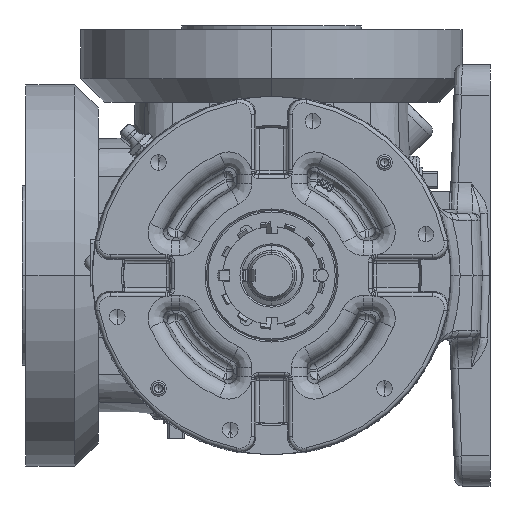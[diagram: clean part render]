
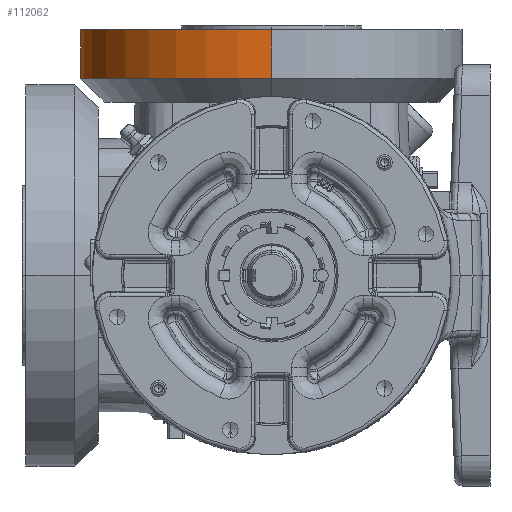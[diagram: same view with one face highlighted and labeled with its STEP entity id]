
A CAD part, left-side view. The second image highlights one B-rep face of the part: STEP entity #112062.
In plain terms, the highlighted cylindrical face has radius 77.724 mm (diameter 155.448 mm), a partial arc.
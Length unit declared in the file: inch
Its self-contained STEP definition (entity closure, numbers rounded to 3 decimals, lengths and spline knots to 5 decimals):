
#2674 = EDGE_CURVE ( 'NONE', #288329, #3169, #191952, .T. ) ;
#3169 = VERTEX_POINT ( 'NONE', #58252 ) ;
#7913 = CARTESIAN_POINT ( 'NONE',  ( -1.225, 0., 3.94 ) ) ;
#8968 = DIRECTION ( 'NONE',  ( 0., 0., -1. ) ) ;
#17581 = EDGE_CURVE ( 'NONE', #178510, #288329, #60884, .T. ) ;
#41462 = AXIS2_PLACEMENT_3D ( 'NONE', #200044, #228885, #135942 ) ;
#43706 = EDGE_LOOP ( 'NONE', ( #154280, #201075, #109829, #84629 ) ) ;
#50960 = CIRCLE ( 'NONE', #167554, 3.06 ) ;
#58252 = CARTESIAN_POINT ( 'NONE',  ( 4.895, 0., 3.155 ) ) ;
#60540 = DIRECTION ( 'NONE',  ( -1., 0., 0. ) ) ;
#60884 = CIRCLE ( 'NONE', #41462, 3.06 ) ;
#69685 = CARTESIAN_POINT ( 'NONE',  ( -1.225, 0., 3.155 ) ) ;
#70121 = CARTESIAN_POINT ( 'NONE',  ( 1.835, 0., 2.4376 ) ) ;
#77998 = VERTEX_POINT ( 'NONE', #69685 ) ;
#84629 = ORIENTED_EDGE ( 'NONE', *, *, #252688, .F. ) ;
#105064 = DIRECTION ( 'NONE',  ( 0., 0., -1. ) ) ;
#106869 = FACE_OUTER_BOUND ( 'NONE', #43706, .T. ) ;
#109829 = ORIENTED_EDGE ( 'NONE', *, *, #194323, .F. ) ;
#112062 = ADVANCED_FACE ( 'NONE', ( #106869 ), #199721, .T. ) ;
#130775 = LINE ( 'NONE', #174958, #230587 ) ;
#135942 = DIRECTION ( 'NONE',  ( -1., 0., 0. ) ) ;
#154280 = ORIENTED_EDGE ( 'NONE', *, *, #17581, .T. ) ;
#163000 = DIRECTION ( 'NONE',  ( -1., 0., 0. ) ) ;
#167554 = AXIS2_PLACEMENT_3D ( 'NONE', #292062, #226514, #60540 ) ;
#174958 = CARTESIAN_POINT ( 'NONE',  ( -1.225, 0., 2.4376 ) ) ;
#178510 = VERTEX_POINT ( 'NONE', #7913 ) ;
#191952 = LINE ( 'NONE', #284912, #213914 ) ;
#194323 = EDGE_CURVE ( 'NONE', #77998, #3169, #50960, .T. ) ;
#199721 = CYLINDRICAL_SURFACE ( 'NONE', #289918, 3.06 ) ;
#200044 = CARTESIAN_POINT ( 'NONE',  ( 1.835, 0., 3.94 ) ) ;
#201075 = ORIENTED_EDGE ( 'NONE', *, *, #2674, .T. ) ;
#213914 = VECTOR ( 'NONE', #8968, 39.37008 ) ;
#217263 = CARTESIAN_POINT ( 'NONE',  ( 4.895, 0., 3.94 ) ) ;
#226514 = DIRECTION ( 'NONE',  ( 0., 0., -1. ) ) ;
#228885 = DIRECTION ( 'NONE',  ( 0., 0., -1. ) ) ;
#230587 = VECTOR ( 'NONE', #105064, 39.37008 ) ;
#234632 = DIRECTION ( 'NONE',  ( 0., 0., -1. ) ) ;
#252688 = EDGE_CURVE ( 'NONE', #178510, #77998, #130775, .T. ) ;
#284912 = CARTESIAN_POINT ( 'NONE',  ( 4.895, 0., 2.4376 ) ) ;
#288329 = VERTEX_POINT ( 'NONE', #217263 ) ;
#289918 = AXIS2_PLACEMENT_3D ( 'NONE', #70121, #234632, #163000 ) ;
#292062 = CARTESIAN_POINT ( 'NONE',  ( 1.835, 0., 3.155 ) ) ;
